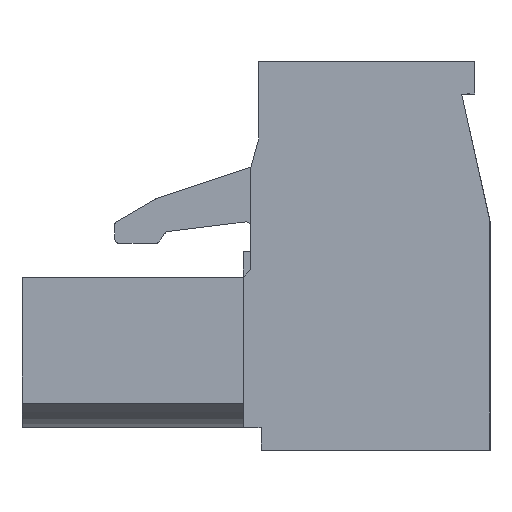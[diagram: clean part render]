
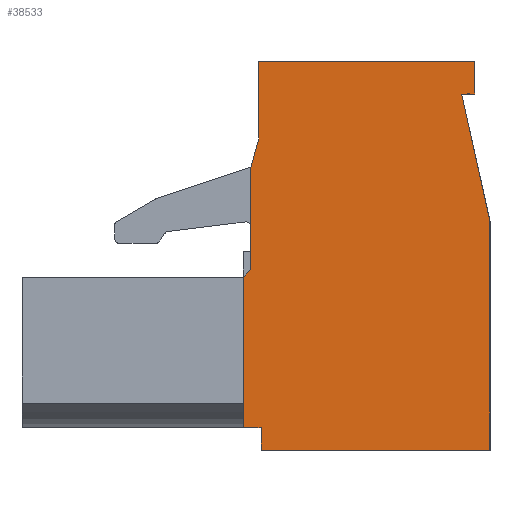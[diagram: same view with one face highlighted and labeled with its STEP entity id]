
A CAD part, left-side view. The second image highlights one B-rep face of the part: STEP entity #38533.
In plain terms, the highlighted planar face has unit normal (-1, 0, 0).
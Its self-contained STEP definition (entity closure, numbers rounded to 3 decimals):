
#6852=ORIENTED_EDGE('',*,*,#14853,.F.);
#6853=ORIENTED_EDGE('',*,*,#13246,.F.);
#6854=ORIENTED_EDGE('',*,*,#14027,.F.);
#6855=ORIENTED_EDGE('',*,*,#12740,.F.);
#6856=ORIENTED_EDGE('',*,*,#14013,.F.);
#6857=ORIENTED_EDGE('',*,*,#13305,.F.);
#6858=ORIENTED_EDGE('',*,*,#12854,.F.);
#6859=ORIENTED_EDGE('',*,*,#14014,.F.);
#6860=ORIENTED_EDGE('',*,*,#12664,.F.);
#6861=ORIENTED_EDGE('',*,*,#14018,.F.);
#6862=ORIENTED_EDGE('',*,*,#14021,.F.);
#6863=ORIENTED_EDGE('',*,*,#11864,.F.);
#6864=ORIENTED_EDGE('',*,*,#14058,.F.);
#11864=EDGE_CURVE('',#17297,#17298,#20881,.T.);
#12664=EDGE_CURVE('',#17994,#17995,#21612,.T.);
#12740=EDGE_CURVE('',#18070,#18071,#21688,.T.);
#12854=EDGE_CURVE('',#18167,#18168,#21801,.T.);
#13246=EDGE_CURVE('',#18540,#18541,#22120,.T.);
#13305=EDGE_CURVE('',#18168,#18591,#22178,.T.);
#14013=EDGE_CURVE('',#18591,#18070,#22817,.T.);
#14014=EDGE_CURVE('',#17995,#18167,#22818,.T.);
#14018=EDGE_CURVE('',#19087,#17994,#22822,.T.);
#14021=EDGE_CURVE('',#17298,#19087,#22825,.T.);
#14027=EDGE_CURVE('',#18071,#18540,#22831,.T.);
#14058=EDGE_CURVE('',#19099,#17297,#22860,.T.);
#14853=EDGE_CURVE('',#18541,#19099,#23549,.T.);
#17297=VERTEX_POINT('',#52556);
#17298=VERTEX_POINT('',#52558);
#17994=VERTEX_POINT('',#54159);
#17995=VERTEX_POINT('',#54161);
#18070=VERTEX_POINT('',#54312);
#18071=VERTEX_POINT('',#54314);
#18167=VERTEX_POINT('',#54524);
#18168=VERTEX_POINT('',#54526);
#18540=VERTEX_POINT('',#55294);
#18541=VERTEX_POINT('',#55296);
#18591=VERTEX_POINT('',#55414);
#19087=VERTEX_POINT('',#56798);
#19099=VERTEX_POINT('',#56876);
#20881=LINE('',#52557,#25821);
#21612=LINE('',#54160,#26552);
#21688=LINE('',#54313,#26628);
#21801=LINE('',#54525,#26741);
#22120=LINE('',#55295,#27060);
#22178=LINE('',#55413,#27118);
#22817=LINE('',#56788,#27757);
#22818=LINE('',#56790,#27758);
#22822=LINE('',#56799,#27762);
#22825=LINE('',#56804,#27765);
#22831=LINE('',#56813,#27771);
#22860=LINE('',#56877,#27800);
#23549=LINE('',#58619,#28489);
#25821=VECTOR('',#42403,1000.);
#26552=VECTOR('',#43484,1000.);
#26628=VECTOR('',#43562,1000.);
#26741=VECTOR('',#43679,1000.);
#27060=VECTOR('',#44154,1000.);
#27118=VECTOR('',#44232,1000.);
#27757=VECTOR('',#45357,1000.);
#27758=VECTOR('',#45360,1000.);
#27762=VECTOR('',#45366,1000.);
#27765=VECTOR('',#45371,1000.);
#27771=VECTOR('',#45381,1000.);
#27800=VECTOR('',#45460,1000.);
#28489=VECTOR('',#47747,1000.);
#32077=EDGE_LOOP('',(#6852,#6853,#6854,#6855,#6856,#6857,#6858,#6859,#6860,
#6861,#6862,#6863,#6864));
#34528=FACE_BOUND('',#32077,.T.);
#36558=PLANE('',#41181);
#38533=ADVANCED_FACE('',(#34528),#36558,.F.);
#41181=AXIS2_PLACEMENT_3D('',#58753,#47909,#47910);
#42403=DIRECTION('',(0.,0.,1.));
#43484=DIRECTION('',(0.,-1.,0.));
#43562=DIRECTION('',(0.,1.,0.));
#43679=DIRECTION('',(0.,1.,0.));
#44154=DIRECTION('',(0.,1.,0.));
#44232=DIRECTION('',(0.,-0.217,-0.976));
#45357=DIRECTION('',(0.,0.,-1.));
#45360=DIRECTION('',(0.,0.,-1.));
#45366=DIRECTION('',(0.,0.,1.));
#45371=DIRECTION('',(0.,-0.263,0.965));
#45381=DIRECTION('',(0.,0.,1.));
#45460=DIRECTION('',(0.,-0.707,0.707));
#47747=DIRECTION('',(0.,0.,1.));
#47909=DIRECTION('',(1.,0.,0.));
#47910=DIRECTION('',(0.,0.,-1.));
#52556=CARTESIAN_POINT('',(-45.82,4.85,2.575));
#52557=CARTESIAN_POINT('',(-45.82,4.85,6.55));
#52558=CARTESIAN_POINT('',(-45.82,4.85,6.55));
#54159=CARTESIAN_POINT('',(-45.82,4.55,10.65));
#54160=CARTESIAN_POINT('',(-45.82,-3.85,10.65));
#54161=CARTESIAN_POINT('',(-45.82,-3.85,10.65));
#54312=CARTESIAN_POINT('',(-45.82,-4.45,-4.45));
#54313=CARTESIAN_POINT('',(-45.82,4.45,-4.45));
#54314=CARTESIAN_POINT('',(-45.82,4.45,-4.45));
#54524=CARTESIAN_POINT('',(-45.82,-3.85,9.4));
#54525=CARTESIAN_POINT('',(-45.82,-3.35,9.4));
#54526=CARTESIAN_POINT('',(-45.82,-3.35,9.4));
#55294=CARTESIAN_POINT('',(-45.82,4.45,-3.575));
#55295=CARTESIAN_POINT('',(-45.82,5.15,-3.575));
#55296=CARTESIAN_POINT('',(-45.82,5.15,-3.575));
#55413=CARTESIAN_POINT('',(-45.82,-3.35,9.4));
#55414=CARTESIAN_POINT('',(-45.82,-4.45,4.45));
#56788=CARTESIAN_POINT('',(-45.82,-4.45,-4.45));
#56790=CARTESIAN_POINT('',(-45.82,-3.85,9.4));
#56798=CARTESIAN_POINT('',(-45.82,4.55,7.65));
#56799=CARTESIAN_POINT('',(-45.82,4.55,10.65));
#56804=CARTESIAN_POINT('',(-45.82,4.55,7.65));
#56813=CARTESIAN_POINT('',(-45.82,4.45,-3.575));
#56876=CARTESIAN_POINT('',(-45.82,5.15,2.275));
#56877=CARTESIAN_POINT('',(-45.82,5.15,2.275));
#58619=CARTESIAN_POINT('',(-45.82,5.15,2.275));
#58753=CARTESIAN_POINT('',(-45.82,0.,0.));
